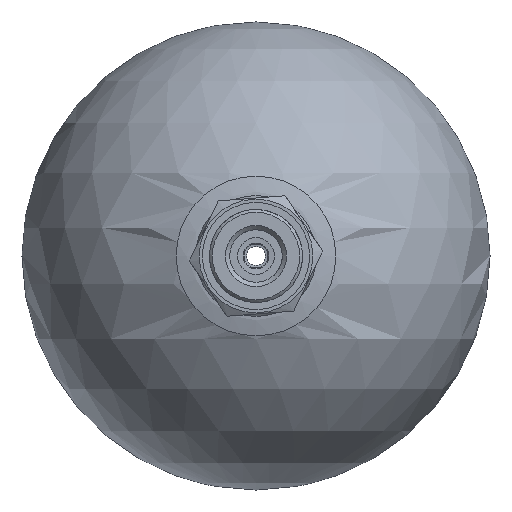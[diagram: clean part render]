
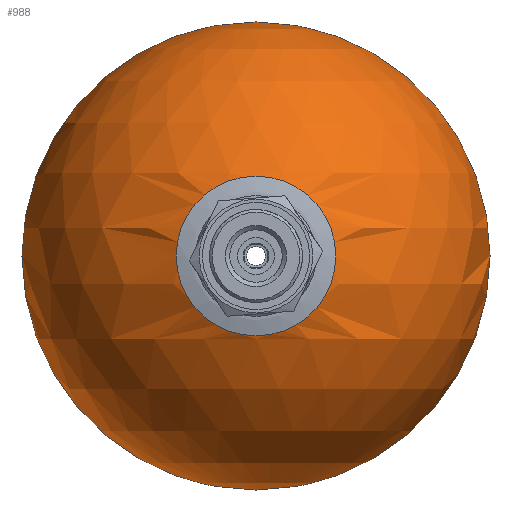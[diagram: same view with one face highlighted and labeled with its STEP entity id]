
A CAD part, front view. The second image highlights one B-rep face of the part: STEP entity #988.
In plain terms, the highlighted spherical face has radius 83 mm.
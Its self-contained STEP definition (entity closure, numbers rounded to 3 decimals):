
#445=CARTESIAN_POINT('',(-83.0,72.,0.0));
#446=VERTEX_POINT('',#445);
#447=CARTESIAN_POINT('',(0.,72.,0.0));
#448=DIRECTION('',(0.0,1.0,0.0));
#449=DIRECTION('',(-1.0,0.0,0.0));
#450=AXIS2_PLACEMENT_3D('',#447,#448,#449);
#451=CIRCLE('',#450,83.0);
#452=EDGE_CURVE('',#446,#446,#451,.T.);
#962=CARTESIAN_POINT('',(-28.317,-6.02,0.0));
#963=VERTEX_POINT('',#962);
#964=CARTESIAN_POINT('',(0.,-6.02,0.0));
#965=DIRECTION('',(0.0,1.0,0.0));
#966=DIRECTION('',(-1.0,0.0,0.0));
#967=AXIS2_PLACEMENT_3D('',#964,#965,#966);
#968=CIRCLE('',#967,28.317);
#969=EDGE_CURVE('',#963,#963,#968,.T.);
#977=CARTESIAN_POINT('',(0.0,72.0,0.0));
#978=DIRECTION('',(0.0,0.0,1.0));
#979=DIRECTION('',(1.0,0.0,0.0));
#980=AXIS2_PLACEMENT_3D('',#977,#978,#979);
#981=SPHERICAL_SURFACE('',#980,83.0);
#982=ORIENTED_EDGE('',*,*,#452,.F.);
#983=EDGE_LOOP('',(#982));
#984=FACE_OUTER_BOUND('',#983,.T.);
#985=ORIENTED_EDGE('',*,*,#969,.T.);
#986=EDGE_LOOP('',(#985));
#987=FACE_BOUND('',#986,.T.);
#988=ADVANCED_FACE('',(#984,#987),#981,.T.);
